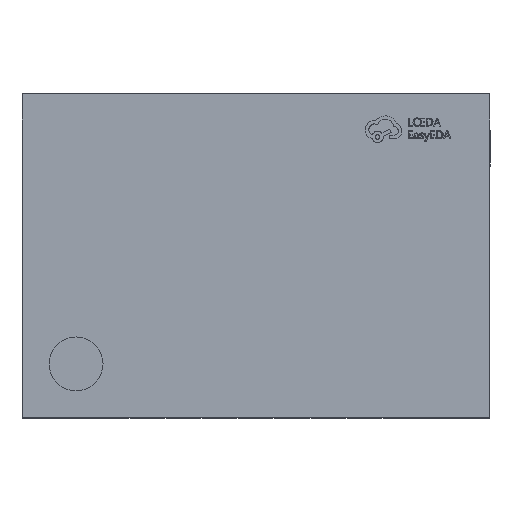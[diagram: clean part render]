
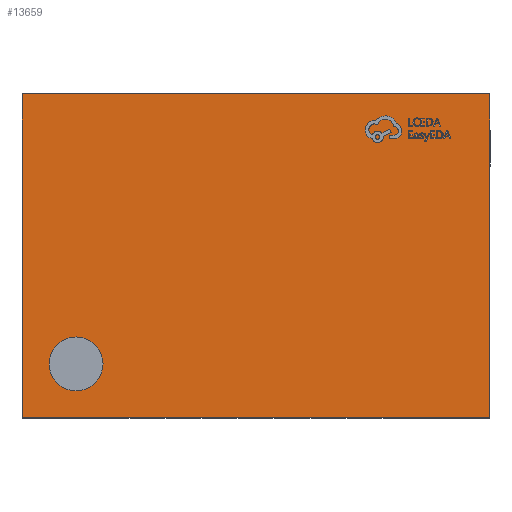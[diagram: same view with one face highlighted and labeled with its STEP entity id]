
A CAD part, top view. The second image highlights one B-rep face of the part: STEP entity #13659.
In plain terms, the highlighted planar face has unit normal (0, 0, 1).
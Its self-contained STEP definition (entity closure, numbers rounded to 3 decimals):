
#325 = DIRECTION ( 'NONE',  ( 1., 0., 0. ) ) ;
#409 = AXIS2_PLACEMENT_3D ( 'NONE', #13092, #17132, #7034 ) ;
#635 = LINE ( 'NONE', #2197, #11304 ) ;
#678 = CARTESIAN_POINT ( 'NONE',  ( -1.3, 0.9, 0.5 ) ) ;
#809 = DIRECTION ( 'NONE',  ( 0., 1., 0. ) ) ;
#1433 = ORIENTED_EDGE ( 'NONE', *, *, #7173, .F. ) ;
#1521 = CARTESIAN_POINT ( 'NONE',  ( 1.3, -0.9, 0.5 ) ) ;
#1626 = EDGE_LOOP ( 'NONE', ( #10513, #20594, #11205, #13266 ) ) ;
#2197 = CARTESIAN_POINT ( 'NONE',  ( -1.3, 0.9, 0.5 ) ) ;
#2353 = EDGE_CURVE ( 'NONE', #14168, #4133, #23237, .T. ) ;
#3641 = CARTESIAN_POINT ( 'NONE',  ( -1., -0.6, 0.5 ) ) ;
#3717 = FACE_OUTER_BOUND ( 'NONE', #1626, .T. ) ;
#4133 = VERTEX_POINT ( 'NONE', #14514 ) ;
#4489 = LINE ( 'NONE', #10311, #24597 ) ;
#4969 = CARTESIAN_POINT ( 'NONE',  ( -1.3, -0.9, 0.5 ) ) ;
#5617 = VERTEX_POINT ( 'NONE', #8834 ) ;
#6314 = EDGE_CURVE ( 'NONE', #7230, #15951, #4489, .T. ) ;
#7034 = DIRECTION ( 'NONE',  ( 1., 0., 0. ) ) ;
#7173 = EDGE_CURVE ( 'NONE', #5617, #11328, #19537, .T. ) ;
#7230 = VERTEX_POINT ( 'NONE', #1521 ) ;
#7940 = DIRECTION ( 'NONE',  ( 1., 0., 0. ) ) ;
#7982 = CARTESIAN_POINT ( 'NONE',  ( -1.15, -0.6, 0.5 ) ) ;
#8589 = CIRCLE ( 'NONE', #21896, 0.15 ) ;
#8834 = CARTESIAN_POINT ( 'NONE',  ( -0.85, -0.6, 0.5 ) ) ;
#9537 = EDGE_CURVE ( 'NONE', #11328, #5617, #8589, .T. ) ;
#10311 = CARTESIAN_POINT ( 'NONE',  ( 1.3, 0.9, 0.5 ) ) ;
#10513 = ORIENTED_EDGE ( 'NONE', *, *, #6314, .T. ) ;
#10927 = DIRECTION ( 'NONE',  ( 0., 0., 1. ) ) ;
#11075 = VECTOR ( 'NONE', #11837, 1000. ) ;
#11205 = ORIENTED_EDGE ( 'NONE', *, *, #2353, .T. ) ;
#11304 = VECTOR ( 'NONE', #12218, 1000. ) ;
#11328 = VERTEX_POINT ( 'NONE', #7982 ) ;
#11332 = VECTOR ( 'NONE', #20811, 1000. ) ;
#11566 = DIRECTION ( 'NONE',  ( 0., 0., 1. ) ) ;
#11837 = DIRECTION ( 'NONE',  ( 0., -1., 0. ) ) ;
#12218 = DIRECTION ( 'NONE',  ( -1., 0., 0. ) ) ;
#13092 = CARTESIAN_POINT ( 'NONE',  ( -1., -0.6, 0.5 ) ) ;
#13174 = CARTESIAN_POINT ( 'NONE',  ( 1.3, 0.9, 0.5 ) ) ;
#13266 = ORIENTED_EDGE ( 'NONE', *, *, #13903, .T. ) ;
#13659 = ADVANCED_FACE ( 'NONE', ( #18042, #3717 ), #23697, .T. ) ;
#13903 = EDGE_CURVE ( 'NONE', #4133, #7230, #14813, .T. ) ;
#14168 = VERTEX_POINT ( 'NONE', #678 ) ;
#14514 = CARTESIAN_POINT ( 'NONE',  ( -1.3, -0.9, 0.5 ) ) ;
#14813 = LINE ( 'NONE', #4969, #11332 ) ;
#15079 = AXIS2_PLACEMENT_3D ( 'NONE', #18175, #10927, #325 ) ;
#15951 = VERTEX_POINT ( 'NONE', #13174 ) ;
#17132 = DIRECTION ( 'NONE',  ( 0., 0., 1. ) ) ;
#18042 = FACE_BOUND ( 'NONE', #20979, .T. ) ;
#18175 = CARTESIAN_POINT ( 'NONE',  ( 0., 0., 0.5 ) ) ;
#19193 = ORIENTED_EDGE ( 'NONE', *, *, #9537, .F. ) ;
#19537 = CIRCLE ( 'NONE', #409, 0.15 ) ;
#20594 = ORIENTED_EDGE ( 'NONE', *, *, #21163, .T. ) ;
#20811 = DIRECTION ( 'NONE',  ( 1., 0., 0. ) ) ;
#20979 = EDGE_LOOP ( 'NONE', ( #1433, #19193 ) ) ;
#21163 = EDGE_CURVE ( 'NONE', #15951, #14168, #635, .T. ) ;
#21505 = CARTESIAN_POINT ( 'NONE',  ( -1.3, 0.9, 0.5 ) ) ;
#21896 = AXIS2_PLACEMENT_3D ( 'NONE', #3641, #11566, #7940 ) ;
#23237 = LINE ( 'NONE', #21505, #11075 ) ;
#23697 = PLANE ( 'NONE',  #15079 ) ;
#24597 = VECTOR ( 'NONE', #809, 1000. ) ;
